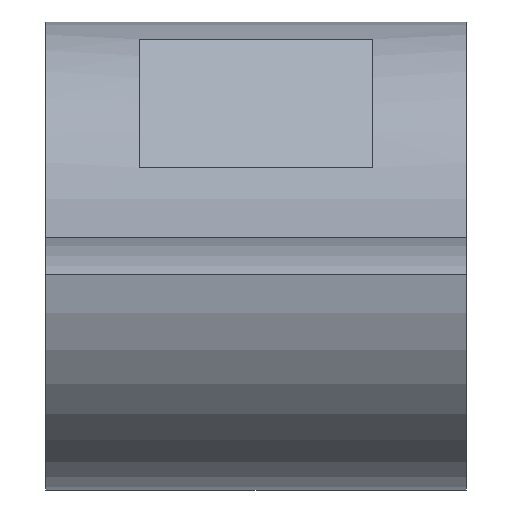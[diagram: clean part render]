
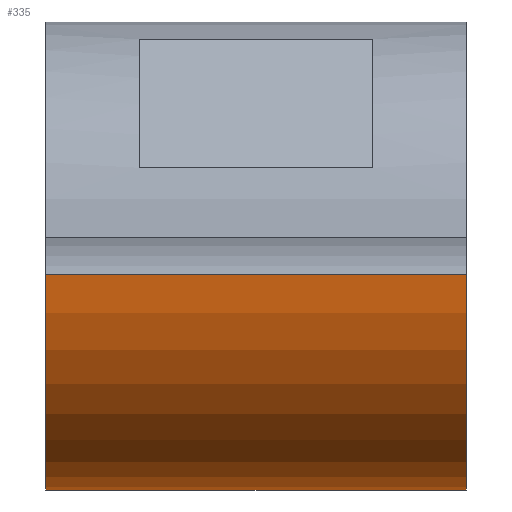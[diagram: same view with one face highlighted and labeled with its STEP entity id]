
A CAD part, left-side view. The second image highlights one B-rep face of the part: STEP entity #335.
In plain terms, the highlighted cylindrical face has radius 6.35 mm (diameter 12.7 mm), a partial arc.
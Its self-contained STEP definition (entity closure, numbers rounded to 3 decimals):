
#27 = CARTESIAN_POINT ( 'NONE',  ( -6.33, -5.702, -0.508 ) ) ;
#30 = CIRCLE ( 'NONE', #274, 6.35 ) ;
#47 = LINE ( 'NONE', #672, #550 ) ;
#62 = EDGE_CURVE ( 'NONE', #332, #409, #114, .T. ) ;
#72 = CIRCLE ( 'NONE', #599, 6.35 ) ;
#87 = CYLINDRICAL_SURFACE ( 'NONE', #101, 6.35 ) ;
#94 = EDGE_CURVE ( 'NONE', #409, #310, #72, .T. ) ;
#96 = VERTEX_POINT ( 'NONE', #27 ) ;
#101 = AXIS2_PLACEMENT_3D ( 'NONE', #648, #367, #115 ) ;
#113 = VECTOR ( 'NONE', #163, 1000. ) ;
#114 = LINE ( 'NONE', #171, #113 ) ;
#115 = DIRECTION ( 'NONE',  ( 0., 0., 1. ) ) ;
#136 = EDGE_CURVE ( 'NONE', #332, #96, #30, .T. ) ;
#163 = DIRECTION ( 'NONE',  ( 0., 1., 0. ) ) ;
#171 = CARTESIAN_POINT ( 'NONE',  ( 0., -5.702, -6.35 ) ) ;
#274 = AXIS2_PLACEMENT_3D ( 'NONE', #320, #333, #359 ) ;
#310 = VERTEX_POINT ( 'NONE', #651 ) ;
#320 = CARTESIAN_POINT ( 'NONE',  ( 0., -5.702, 0. ) ) ;
#330 = EDGE_CURVE ( 'NONE', #96, #310, #47, .T. ) ;
#332 = VERTEX_POINT ( 'NONE', #667 ) ;
#333 = DIRECTION ( 'NONE',  ( 0., 1., 0. ) ) ;
#335 = ADVANCED_FACE ( 'NONE', ( #525 ), #87, .T. ) ;
#347 = CARTESIAN_POINT ( 'NONE',  ( 0., 5.702, 0. ) ) ;
#359 = DIRECTION ( 'NONE',  ( 0., 0., 1. ) ) ;
#367 = DIRECTION ( 'NONE',  ( 0., 1., 0. ) ) ;
#384 = DIRECTION ( 'NONE',  ( 0., 1., 0. ) ) ;
#391 = DIRECTION ( 'NONE',  ( 0., 0., 1. ) ) ;
#409 = VERTEX_POINT ( 'NONE', #501 ) ;
#501 = CARTESIAN_POINT ( 'NONE',  ( 0., 5.702, -6.35 ) ) ;
#525 = FACE_OUTER_BOUND ( 'NONE', #627, .T. ) ;
#550 = VECTOR ( 'NONE', #592, 1000. ) ;
#555 = ORIENTED_EDGE ( 'NONE', *, *, #62, .F. ) ;
#576 = ORIENTED_EDGE ( 'NONE', *, *, #136, .T. ) ;
#592 = DIRECTION ( 'NONE',  ( 0., 1., 0. ) ) ;
#599 = AXIS2_PLACEMENT_3D ( 'NONE', #347, #384, #391 ) ;
#600 = ORIENTED_EDGE ( 'NONE', *, *, #330, .T. ) ;
#609 = ORIENTED_EDGE ( 'NONE', *, *, #94, .F. ) ;
#627 = EDGE_LOOP ( 'NONE', ( #555, #576, #600, #609 ) ) ;
#648 = CARTESIAN_POINT ( 'NONE',  ( 0., -5.702, 0. ) ) ;
#651 = CARTESIAN_POINT ( 'NONE',  ( -6.33, 5.702, -0.508 ) ) ;
#667 = CARTESIAN_POINT ( 'NONE',  ( 0., -5.702, -6.35 ) ) ;
#672 = CARTESIAN_POINT ( 'NONE',  ( -6.33, -5.702, -0.508 ) ) ;
